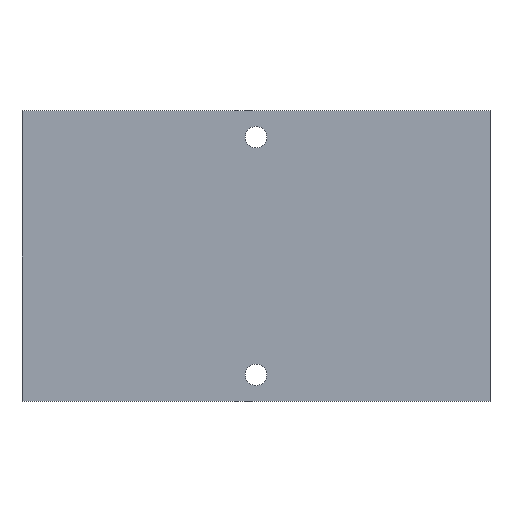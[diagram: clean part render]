
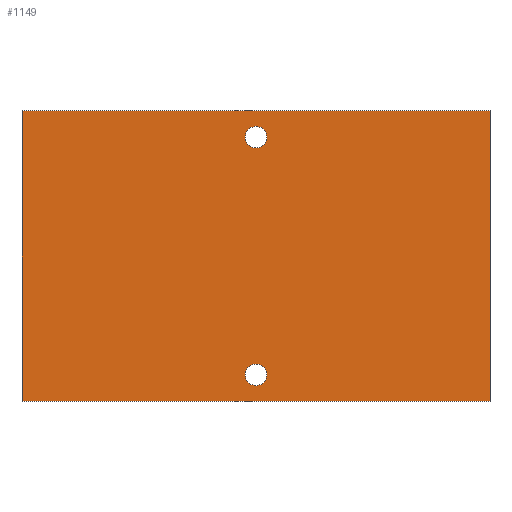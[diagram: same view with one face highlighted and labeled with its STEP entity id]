
A CAD part, front view. The second image highlights one B-rep face of the part: STEP entity #1149.
In plain terms, the highlighted planar face has unit normal (0, -1, 0).
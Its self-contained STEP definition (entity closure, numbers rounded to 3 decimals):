
#20=FACE_BOUND('',#147,.T.);
#21=FACE_BOUND('',#148,.T.);
#29=PLANE('',#1242);
#78=FACE_OUTER_BOUND('',#146,.T.);
#146=EDGE_LOOP('',(#868,#869,#870,#871));
#147=EDGE_LOOP('',(#872));
#148=EDGE_LOOP('',(#873));
#208=LINE('',#1658,#344);
#212=LINE('',#1666,#348);
#215=LINE('',#1672,#351);
#218=LINE('',#1677,#354);
#344=VECTOR('',#1332,48.8);
#348=VECTOR('',#1338,78.75);
#351=VECTOR('',#1343,48.8);
#354=VECTOR('',#1348,78.75);
#494=CIRCLE('',#1243,1.815);
#495=CIRCLE('',#1244,1.815);
#514=VERTEX_POINT('',#1656);
#515=VERTEX_POINT('',#1657);
#518=VERTEX_POINT('',#1665);
#520=VERTEX_POINT('',#1671);
#570=VERTEX_POINT('',#1777);
#571=VERTEX_POINT('',#1779);
#628=EDGE_CURVE('',#514,#515,#208,.T.);
#632=EDGE_CURVE('',#515,#518,#212,.T.);
#635=EDGE_CURVE('',#518,#520,#215,.T.);
#638=EDGE_CURVE('',#520,#514,#218,.T.);
#688=EDGE_CURVE('',#570,#570,#494,.T.);
#689=EDGE_CURVE('',#571,#571,#495,.T.);
#868=ORIENTED_EDGE('',*,*,#628,.F.);
#869=ORIENTED_EDGE('',*,*,#638,.F.);
#870=ORIENTED_EDGE('',*,*,#635,.F.);
#871=ORIENTED_EDGE('',*,*,#632,.F.);
#872=ORIENTED_EDGE('',*,*,#688,.F.);
#873=ORIENTED_EDGE('',*,*,#689,.F.);
#1149=ADVANCED_FACE('',(#78,#20,#21),#29,.T.);
#1242=AXIS2_PLACEMENT_3D('',#1776,#1412,#1413);
#1243=AXIS2_PLACEMENT_3D('',#1778,#1414,#1415);
#1244=AXIS2_PLACEMENT_3D('',#1780,#1416,#1417);
#1332=DIRECTION('',(0.,0.,1.));
#1338=DIRECTION('',(1.,0.,0.));
#1343=DIRECTION('',(0.,0.,-1.));
#1348=DIRECTION('',(-1.,0.,0.));
#1412=DIRECTION('center_axis',(0.,-1.,0.));
#1413=DIRECTION('ref_axis',(0.,0.,-1.));
#1414=DIRECTION('center_axis',(0.,-1.,0.));
#1415=DIRECTION('ref_axis',(0.,0.,-1.));
#1416=DIRECTION('center_axis',(0.,-1.,0.));
#1417=DIRECTION('ref_axis',(0.,0.,-1.));
#1656=CARTESIAN_POINT('',(0.,0.,-48.8));
#1657=CARTESIAN_POINT('',(0.,0.,0.));
#1658=CARTESIAN_POINT('',(0.,0.,-48.8));
#1665=CARTESIAN_POINT('',(78.75,0.,0.));
#1666=CARTESIAN_POINT('',(0.,0.,0.));
#1671=CARTESIAN_POINT('',(78.75,0.,-48.8));
#1672=CARTESIAN_POINT('',(78.75,0.,0.));
#1677=CARTESIAN_POINT('',(78.75,0.,-48.8));
#1776=CARTESIAN_POINT('Origin',(0.,0.,0.));
#1777=CARTESIAN_POINT('',(39.375,0.,-2.585));
#1778=CARTESIAN_POINT('Origin',(39.375,0.,-4.4));
#1779=CARTESIAN_POINT('',(39.375,0.,-42.585));
#1780=CARTESIAN_POINT('Origin',(39.375,0.,-44.4));
